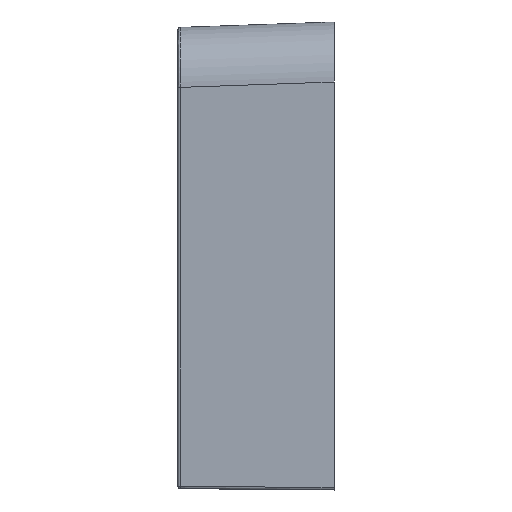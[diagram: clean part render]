
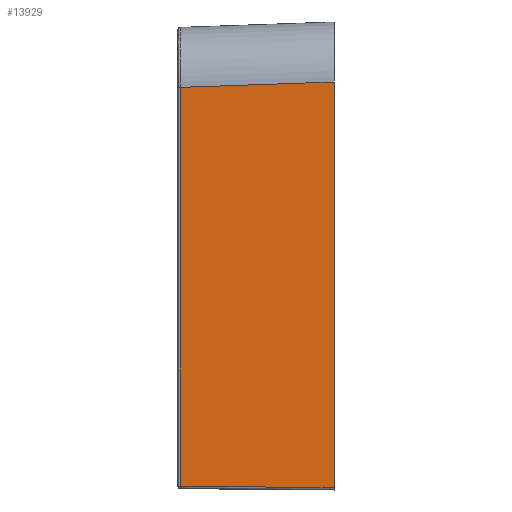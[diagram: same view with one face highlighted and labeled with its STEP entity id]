
A CAD part, left-side view. The second image highlights one B-rep face of the part: STEP entity #13929.
In plain terms, the highlighted planar face has unit normal (-0.999, 0.035, 0).
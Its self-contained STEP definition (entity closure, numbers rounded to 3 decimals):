
#635 = VECTOR ( 'NONE', #7103, 1000. ) ;
#2714 = LINE ( 'NONE', #8877, #635 ) ;
#2989 = LINE ( 'NONE', #20603, #19902 ) ;
#3026 = DIRECTION ( 'NONE',  ( -0.035, -0.999, -0.009 ) ) ;
#3317 = EDGE_CURVE ( 'NONE', #15763, #14624, #16616, .T. ) ;
#3417 = DIRECTION ( 'NONE',  ( -0.035, -0.999, 0. ) ) ;
#4026 = AXIS2_PLACEMENT_3D ( 'NONE', #19820, #5145, #3417 ) ;
#4064 = CARTESIAN_POINT ( 'NONE',  ( -210.567, -1.93, 142.098 ) ) ;
#4263 = ORIENTED_EDGE ( 'NONE', *, *, #13169, .T. ) ;
#4940 = EDGE_LOOP ( 'NONE', ( #6889, #19627, #4263, #19327 ) ) ;
#5145 = DIRECTION ( 'NONE',  ( -0.999, 0.035, 0. ) ) ;
#6889 = ORIENTED_EDGE ( 'NONE', *, *, #17221, .F. ) ;
#7103 = DIRECTION ( 'NONE',  ( 0., 0., -1. ) ) ;
#8877 = CARTESIAN_POINT ( 'NONE',  ( -215.04, -130., 192. ) ) ;
#9096 = EDGE_CURVE ( 'NONE', #13970, #21186, #15315, .T. ) ;
#9470 = CARTESIAN_POINT ( 'NONE',  ( -210.384, 3.329, -189.971 ) ) ;
#13066 = DIRECTION ( 'NONE',  ( 0.035, 0.999, -0.035 ) ) ;
#13169 = EDGE_CURVE ( 'NONE', #21186, #15763, #2989, .T. ) ;
#13329 = PLANE ( 'NONE',  #4026 ) ;
#13929 = ADVANCED_FACE ( 'NONE', ( #21158 ), #13329, .T. ) ;
#13970 = VERTEX_POINT ( 'NONE', #19979 ) ;
#14624 = VERTEX_POINT ( 'NONE', #19182 ) ;
#14785 = VECTOR ( 'NONE', #13066, 1000. ) ;
#15315 = LINE ( 'NONE', #19435, #14785 ) ;
#15763 = VERTEX_POINT ( 'NONE', #20322 ) ;
#16616 = LINE ( 'NONE', #9470, #19950 ) ;
#17221 = EDGE_CURVE ( 'NONE', #13970, #14624, #2714, .T. ) ;
#19182 = CARTESIAN_POINT ( 'NONE',  ( -215.04, -130., -191.135 ) ) ;
#19327 = ORIENTED_EDGE ( 'NONE', *, *, #3317, .T. ) ;
#19435 = CARTESIAN_POINT ( 'NONE',  ( -210.561, -1.741, 142.091 ) ) ;
#19627 = ORIENTED_EDGE ( 'NONE', *, *, #9096, .T. ) ;
#19820 = CARTESIAN_POINT ( 'NONE',  ( -210.5, 0., 192. ) ) ;
#19902 = VECTOR ( 'NONE', #20670, 1000. ) ;
#19950 = VECTOR ( 'NONE', #3026, 1000. ) ;
#19979 = CARTESIAN_POINT ( 'NONE',  ( -215.04, -130., 146.57 ) ) ;
#20322 = CARTESIAN_POINT ( 'NONE',  ( -210.567, -1.93, -190.017 ) ) ;
#20603 = CARTESIAN_POINT ( 'NONE',  ( -210.567, -1.93, 192. ) ) ;
#20670 = DIRECTION ( 'NONE',  ( 0., 0., -1. ) ) ;
#21158 = FACE_OUTER_BOUND ( 'NONE', #4940, .T. ) ;
#21186 = VERTEX_POINT ( 'NONE', #4064 ) ;
